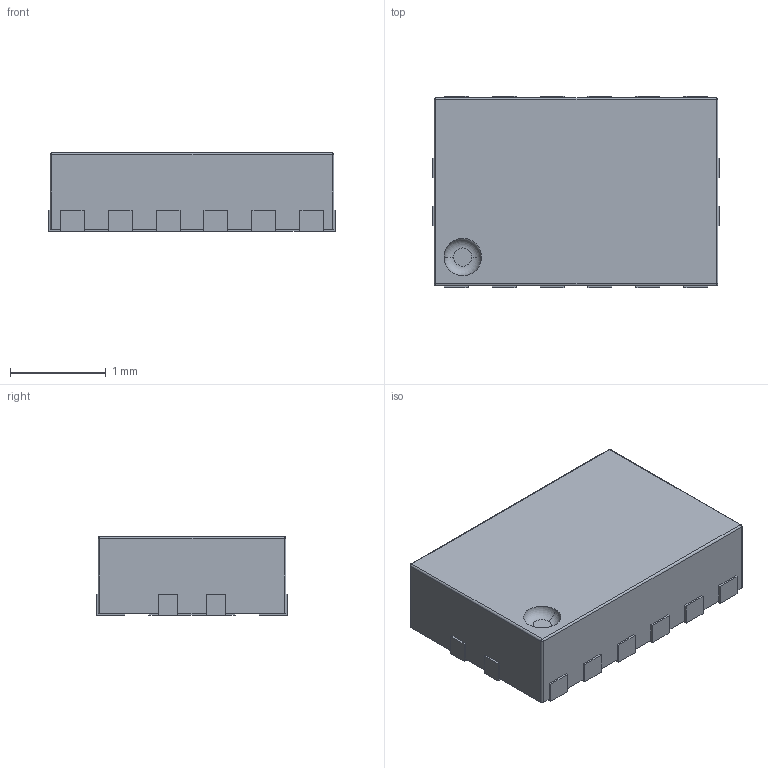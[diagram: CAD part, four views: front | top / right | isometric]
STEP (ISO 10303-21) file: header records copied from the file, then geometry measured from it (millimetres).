
FILE_DESCRIPTION (( 'STEP AP214' ), '1' );
FILE_NAME ('User Library-R-PWSON-N12.STEP', '2016-01-30T13:46:15', ( 'Windows User' ), ( '' ), 'SwSTEP 2.0', 'SolidWorks 2016', '' );
FILE_SCHEMA (( 'AUTOMOTIVE_DESIGN' ));
Length unit declared in the file: millimetre
Products named in the file (1): User Library-R-PWSON-N12
Bounding box: 3 x 2 x 0.82 mm (x, y, z)
Volume: 4.7 mm3; surface area: 20.2 mm2
Topology: 1 solids, 1 shells, 123 faces, 352 edges, 228 vertices
Faces by surface type: plane 108, cylinder 9, bspline 4, torus 2
Entity records: 5341 total; most frequent: CARTESIAN_POINT 760, ORIENTED_EDGE 696, DIRECTION 612, EDGE_CURVE 348, VECTOR 324, LINE 324, VERTEX_POINT 228, AXIS2_PLACEMENT_3D 144
